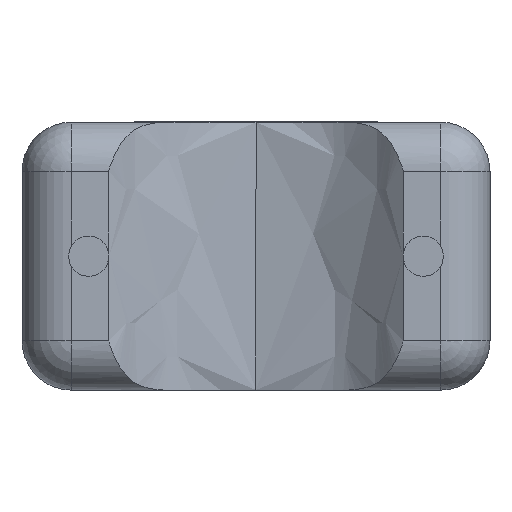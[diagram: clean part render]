
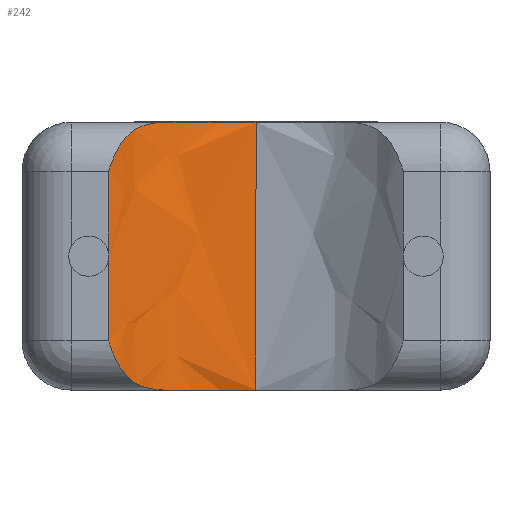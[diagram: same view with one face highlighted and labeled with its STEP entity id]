
A CAD part, front view. The second image highlights one B-rep face of the part: STEP entity #242.
In plain terms, the highlighted free-form (B-spline) face has degree [3, 1] with [4, 2] control points.
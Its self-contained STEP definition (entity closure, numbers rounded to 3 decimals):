
#14 = CARTESIAN_POINT ( 'NONE',  ( -3.555, 1.042, 4.07 ) ) ;
#75 = CARTESIAN_POINT ( 'NONE',  ( -4.153, 1.047, 0. ) ) ;
#103 = CARTESIAN_POINT ( 'NONE',  ( -5.535, 0.211, 0.219 ) ) ;
#172 = DIRECTION ( 'NONE',  ( 0., 0., 1. ) ) ;
#224 = VERTEX_POINT ( 'NONE', #474 ) ;
#242 = ADVANCED_FACE ( 'NONE', ( #1843 ), #3356, .F. ) ;
#312 = B_SPLINE_CURVE_WITH_KNOTS ( 'NONE', 3,
 ( #3505, #3113, #3152, #2817, #4211, #2159, #1441, #2100, #103, #3162, #3448, #3478, #1468, #435 ),
 .UNSPECIFIED., .F., .F.,
 ( 4, 2, 2, 2, 2, 2, 4 ),
 ( 0., 0., 0., 0., 0.001, 0.001, 0.002 ),
 .UNSPECIFIED. ) ;
#380 = LINE ( 'NONE', #4068, #3861 ) ;
#410 = ORIENTED_EDGE ( 'NONE', *, *, #3689, .T. ) ;
#421 = EDGE_CURVE ( 'NONE', #2783, #224, #380, .T. ) ;
#435 = CARTESIAN_POINT ( 'NONE',  ( -4.884, 0.75, 0. ) ) ;
#474 = CARTESIAN_POINT ( 'NONE',  ( -5.79, 0., 2.035 ) ) ;
#559 = ORIENTED_EDGE ( 'NONE', *, *, #4373, .T. ) ;
#645 = CARTESIAN_POINT ( 'NONE',  ( -5.1, 0.617, 4.063 ) ) ;
#659 = CARTESIAN_POINT ( 'NONE',  ( -5.599, 0.137, 3.767 ) ) ;
#679 = CARTESIAN_POINT ( 'NONE',  ( -5.535, 0.211, 3.851 ) ) ;
#740 = B_SPLINE_CURVE_WITH_KNOTS ( 'NONE', 3,
 ( #1018, #75, #4071, #2053 ),
 .UNSPECIFIED., .F., .F.,
 ( 4, 4 ),
 ( 0., 0.36 ),
 .UNSPECIFIED. ) ;
#815 = LINE ( 'NONE', #2851, #3085 ) ;
#1018 = CARTESIAN_POINT ( 'NONE',  ( -3.555, 1.042, 0. ) ) ;
#1022 = DIRECTION ( 'NONE',  ( 0., 0., 1. ) ) ;
#1055 = CARTESIAN_POINT ( 'NONE',  ( -5.216, 1.057, 0. ) ) ;
#1080 = EDGE_CURVE ( 'NONE', #224, #1552, #815, .T. ) ;
#1213 = ORIENTED_EDGE ( 'NONE', *, *, #2362, .T. ) ;
#1230 = CARTESIAN_POINT ( 'NONE',  ( -4.153, 1.047, 4.07 ) ) ;
#1287 = CARTESIAN_POINT ( 'NONE',  ( -5.294, 0.46, 4.016 ) ) ;
#1298 = CARTESIAN_POINT ( 'NONE',  ( -5.777, 0.002, 3.383 ) ) ;
#1316 = CARTESIAN_POINT ( 'NONE',  ( -5.744, 0.015, 3.472 ) ) ;
#1441 = CARTESIAN_POINT ( 'NONE',  ( -5.683, 0.057, 0.458 ) ) ;
#1461 = CARTESIAN_POINT ( 'NONE',  ( -3.555, 1.042, 0. ) ) ;
#1468 = CARTESIAN_POINT ( 'NONE',  ( -4.996, 0.689, 0. ) ) ;
#1545 = VECTOR ( 'NONE', #1022, 1000. ) ;
#1552 = VERTEX_POINT ( 'NONE', #2239 ) ;
#1592 = B_SPLINE_CURVE_WITH_KNOTS ( 'NONE', 3,
 ( #2969, #1230, #3967, #2308 ),
 .UNSPECIFIED., .F., .F.,
 ( 4, 4 ),
 ( 0., 0.36 ),
 .UNSPECIFIED. ) ;
#1669 = CARTESIAN_POINT ( 'NONE',  ( -5.79, 0., 3.353 ) ) ;
#1677 = CARTESIAN_POINT ( 'NONE',  ( -5.519, 0.039, 0. ) ) ;
#1843 = FACE_OUTER_BOUND ( 'NONE', #3574, .T. ) ;
#1873 = VERTEX_POINT ( 'NONE', #3742 ) ;
#1903 = EDGE_CURVE ( 'NONE', #3167, #1873, #740, .T. ) ;
#1954 = ORIENTED_EDGE ( 'NONE', *, *, #1903, .F. ) ;
#1982 = CARTESIAN_POINT ( 'NONE',  ( -5.708, 0.036, 3.558 ) ) ;
#2053 = CARTESIAN_POINT ( 'NONE',  ( -4.884, 0.75, 0. ) ) ;
#2100 = CARTESIAN_POINT ( 'NONE',  ( -5.599, 0.136, 0.304 ) ) ;
#2159 = CARTESIAN_POINT ( 'NONE',  ( -5.708, 0.036, 0.512 ) ) ;
#2188 = B_SPLINE_CURVE_WITH_KNOTS ( 'NONE', 3,
 ( #3310, #3347, #645, #1287, #3007, #679, #659, #3642, #1982, #1316, #3626, #1298, #1669, #4053 ),
 .UNSPECIFIED., .F., .F.,
 ( 4, 2, 2, 2, 2, 2, 4 ),
 ( 0., 0., 0.001, 0.001, 0.001, 0.001, 0.002 ),
 .UNSPECIFIED. ) ;
#2239 = CARTESIAN_POINT ( 'NONE',  ( -5.79, 0., 3.32 ) ) ;
#2308 = CARTESIAN_POINT ( 'NONE',  ( -4.884, 0.75, 4.07 ) ) ;
#2362 = EDGE_CURVE ( 'NONE', #2783, #1873, #312, .T. ) ;
#2599 = CARTESIAN_POINT ( 'NONE',  ( -5.79, 0., 0.75 ) ) ;
#2657 = LINE ( 'NONE', #3359, #1545 ) ;
#2783 = VERTEX_POINT ( 'NONE', #2599 ) ;
#2817 = CARTESIAN_POINT ( 'NONE',  ( -5.756, 0.009, 0.627 ) ) ;
#2851 = CARTESIAN_POINT ( 'NONE',  ( -5.79, 0., 0. ) ) ;
#2969 = CARTESIAN_POINT ( 'NONE',  ( -3.555, 1.042, 4.07 ) ) ;
#3007 = CARTESIAN_POINT ( 'NONE',  ( -5.382, 0.373, 3.976 ) ) ;
#3085 = VECTOR ( 'NONE', #172, 1000. ) ;
#3113 = CARTESIAN_POINT ( 'NONE',  ( -5.79, 0., 0.717 ) ) ;
#3119 = VERTEX_POINT ( 'NONE', #4231 ) ;
#3152 = CARTESIAN_POINT ( 'NONE',  ( -5.777, 0.002, 0.687 ) ) ;
#3162 = CARTESIAN_POINT ( 'NONE',  ( -5.383, 0.373, 0.094 ) ) ;
#3167 = VERTEX_POINT ( 'NONE', #1461 ) ;
#3310 = CARTESIAN_POINT ( 'NONE',  ( -4.884, 0.75, 4.07 ) ) ;
#3347 = CARTESIAN_POINT ( 'NONE',  ( -4.996, 0.688, 4.07 ) ) ;
#3354 = CARTESIAN_POINT ( 'NONE',  ( -5.79, 0., 4.07 ) ) ;
#3356 = B_SPLINE_SURFACE_WITH_KNOTS ( 'NONE', 3, 1, ( 
 ( #3417, #14 ),
 ( #1055, #3403 ),
 ( #1677, #3769 ),
 ( #4097, #3354 ) ),
 .UNSPECIFIED., .F., .F., .F.,
 ( 4, 4 ),
 ( 2, 2 ),
 ( 0., 1. ),
 ( 0., 1. ),
 .UNSPECIFIED. ) ;
#3359 = CARTESIAN_POINT ( 'NONE',  ( -3.555, 1.042, 0. ) ) ;
#3389 = ORIENTED_EDGE ( 'NONE', *, *, #421, .F. ) ;
#3403 = CARTESIAN_POINT ( 'NONE',  ( -5.216, 1.057, 4.07 ) ) ;
#3417 = CARTESIAN_POINT ( 'NONE',  ( -3.555, 1.042, 0. ) ) ;
#3448 = CARTESIAN_POINT ( 'NONE',  ( -5.295, 0.459, 0.054 ) ) ;
#3478 = CARTESIAN_POINT ( 'NONE',  ( -5.102, 0.617, 0.007 ) ) ;
#3479 = ORIENTED_EDGE ( 'NONE', *, *, #1080, .F. ) ;
#3505 = CARTESIAN_POINT ( 'NONE',  ( -5.79, 0., 0.75 ) ) ;
#3529 = ORIENTED_EDGE ( 'NONE', *, *, #3862, .T. ) ;
#3574 = EDGE_LOOP ( 'NONE', ( #1213, #1954, #3529, #559, #410, #3479, #3389 ) ) ;
#3626 = CARTESIAN_POINT ( 'NONE',  ( -5.756, 0.01, 3.443 ) ) ;
#3642 = CARTESIAN_POINT ( 'NONE',  ( -5.682, 0.057, 3.613 ) ) ;
#3689 = EDGE_CURVE ( 'NONE', #3119, #1552, #2188, .T. ) ;
#3742 = CARTESIAN_POINT ( 'NONE',  ( -4.884, 0.75, 0. ) ) ;
#3751 = DIRECTION ( 'NONE',  ( 0., 0., 1. ) ) ;
#3769 = CARTESIAN_POINT ( 'NONE',  ( -5.519, 0.039, 4.07 ) ) ;
#3861 = VECTOR ( 'NONE', #3751, 1000. ) ;
#3862 = EDGE_CURVE ( 'NONE', #3167, #4034, #2657, .T. ) ;
#3967 = CARTESIAN_POINT ( 'NONE',  ( -4.576, 0.919, 4.07 ) ) ;
#4034 = VERTEX_POINT ( 'NONE', #4193 ) ;
#4053 = CARTESIAN_POINT ( 'NONE',  ( -5.79, 0., 3.32 ) ) ;
#4068 = CARTESIAN_POINT ( 'NONE',  ( -5.79, 0., 0. ) ) ;
#4071 = CARTESIAN_POINT ( 'NONE',  ( -4.576, 0.919, 0. ) ) ;
#4097 = CARTESIAN_POINT ( 'NONE',  ( -5.79, 0., 0. ) ) ;
#4193 = CARTESIAN_POINT ( 'NONE',  ( -3.555, 1.042, 4.07 ) ) ;
#4211 = CARTESIAN_POINT ( 'NONE',  ( -5.744, 0.015, 0.598 ) ) ;
#4231 = CARTESIAN_POINT ( 'NONE',  ( -4.884, 0.75, 4.07 ) ) ;
#4373 = EDGE_CURVE ( 'NONE', #4034, #3119, #1592, .T. ) ;
